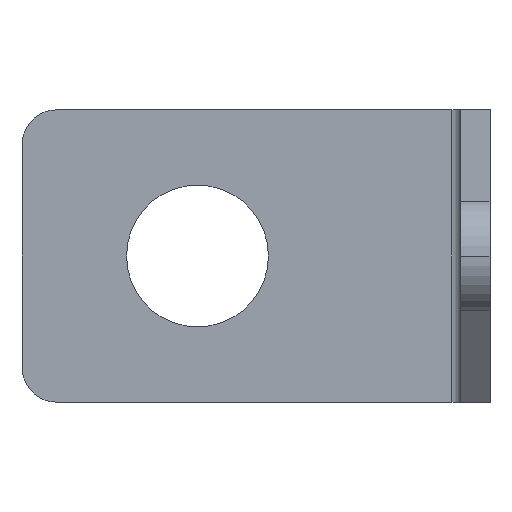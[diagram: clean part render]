
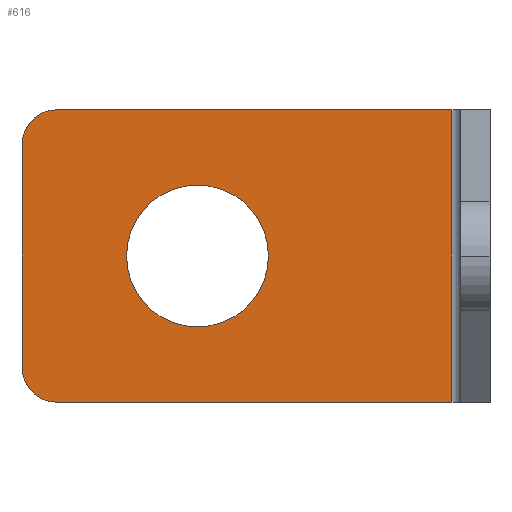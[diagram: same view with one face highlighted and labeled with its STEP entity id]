
A CAD part, left-side view. The second image highlights one B-rep face of the part: STEP entity #616.
In plain terms, the highlighted planar face has unit normal (-1, 0, 0).
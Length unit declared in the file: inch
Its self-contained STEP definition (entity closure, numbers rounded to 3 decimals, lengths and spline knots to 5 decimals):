
#173=CARTESIAN_POINT('',(-0.1,1.48,0.38));
#174=DIRECTION('',(-1.,0.,0.));
#175=DIRECTION('',(0.,0.,1.));
#176=AXIS2_PLACEMENT_3D('',#173,#174,#175);
#178=DIRECTION('',(0.,0.,-1.));
#179=VECTOR('',#178,1.);
#180=CARTESIAN_POINT('',(-0.1,0.13,0.5));
#181=LINE('',#180,#179);
#182=CARTESIAN_POINT('',(-0.1,1.48,-0.38));
#183=DIRECTION('',(-1.,0.,0.));
#184=DIRECTION('',(0.,1.,0.));
#185=AXIS2_PLACEMENT_3D('',#182,#183,#184);
#187=CARTESIAN_POINT('',(-0.1,1.,0.));
#188=DIRECTION('',(1.,0.,0.));
#189=DIRECTION('',(0.,0.,1.));
#190=AXIS2_PLACEMENT_3D('',#187,#188,#189);
#192=CARTESIAN_POINT('',(-0.1,1.,0.));
#193=DIRECTION('',(1.,0.,0.));
#194=DIRECTION('',(0.,0.,-1.));
#195=AXIS2_PLACEMENT_3D('',#192,#193,#194);
#225=DIRECTION('',(0.,0.,-1.));
#226=VECTOR('',#225,0.76);
#227=CARTESIAN_POINT('',(-0.1,1.6,0.38));
#228=LINE('',#227,#226);
#241=DIRECTION('',(0.,1.,0.));
#242=VECTOR('',#241,1.35);
#243=CARTESIAN_POINT('',(-0.1,0.13,-0.5));
#244=LINE('',#243,#242);
#261=DIRECTION('',(0.,1.,0.));
#262=VECTOR('',#261,1.35);
#263=CARTESIAN_POINT('',(-0.1,0.13,0.5));
#264=LINE('',#263,#262);
#306=CARTESIAN_POINT('',(-0.1,0.13,0.5));
#308=VERTEX_POINT('',#306);
#310=CARTESIAN_POINT('',(-0.1,0.13,-0.5));
#312=VERTEX_POINT('',#310);
#317=CARTESIAN_POINT('',(-0.1,1.,0.2425));
#318=CARTESIAN_POINT('',(-0.1,1.,-0.2425));
#319=VERTEX_POINT('',#317);
#320=VERTEX_POINT('',#318);
#325=CARTESIAN_POINT('',(-0.1,1.48,0.5));
#326=VERTEX_POINT('',#325);
#327=CARTESIAN_POINT('',(-0.1,1.6,0.38));
#328=VERTEX_POINT('',#327);
#333=CARTESIAN_POINT('',(-0.1,1.6,-0.38));
#334=VERTEX_POINT('',#333);
#335=CARTESIAN_POINT('',(-0.1,1.48,-0.5));
#336=VERTEX_POINT('',#335);
#592=CARTESIAN_POINT('',(-0.1,0.13,0.5));
#593=DIRECTION('',(1.,0.,0.));
#594=DIRECTION('',(0.,1.,0.));
#595=AXIS2_PLACEMENT_3D('',#592,#593,#594);
#596=PLANE('',#595);
#598=ORIENTED_EDGE('',*,*,#597,.F.);
#600=ORIENTED_EDGE('',*,*,#599,.F.);
#601=ORIENTED_EDGE('',*,*,#587,.T.);
#603=ORIENTED_EDGE('',*,*,#602,.T.);
#605=ORIENTED_EDGE('',*,*,#604,.F.);
#607=ORIENTED_EDGE('',*,*,#606,.F.);
#608=EDGE_LOOP('',(#598,#600,#601,#603,#605,#607));
#609=FACE_OUTER_BOUND('',#608,.F.);
#611=ORIENTED_EDGE('',*,*,#610,.F.);
#613=ORIENTED_EDGE('',*,*,#612,.F.);
#614=EDGE_LOOP('',(#611,#613));
#615=FACE_BOUND('',#614,.F.);
#616=ADVANCED_FACE('',(#609,#615),#596,.F.);
#177=CIRCLE('',#176,0.12);
#186=CIRCLE('',#185,0.12);
#191=CIRCLE('',#190,0.2425);
#196=CIRCLE('',#195,0.2425);
#587=EDGE_CURVE('',#308,#312,#181,.T.);
#597=EDGE_CURVE('',#326,#328,#177,.T.);
#599=EDGE_CURVE('',#308,#326,#264,.T.);
#602=EDGE_CURVE('',#312,#336,#244,.T.);
#604=EDGE_CURVE('',#334,#336,#186,.T.);
#606=EDGE_CURVE('',#328,#334,#228,.T.);
#610=EDGE_CURVE('',#319,#320,#191,.T.);
#612=EDGE_CURVE('',#320,#319,#196,.T.);
